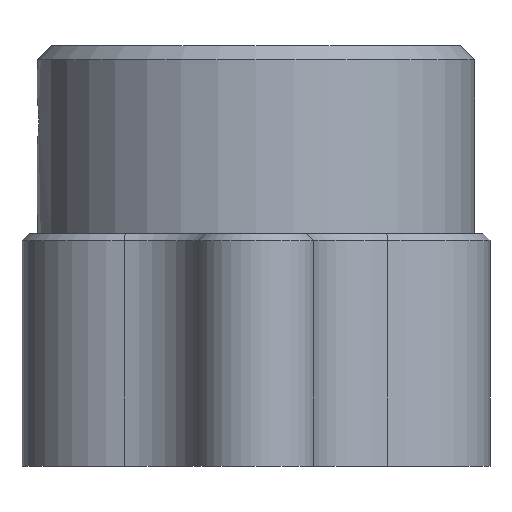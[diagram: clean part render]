
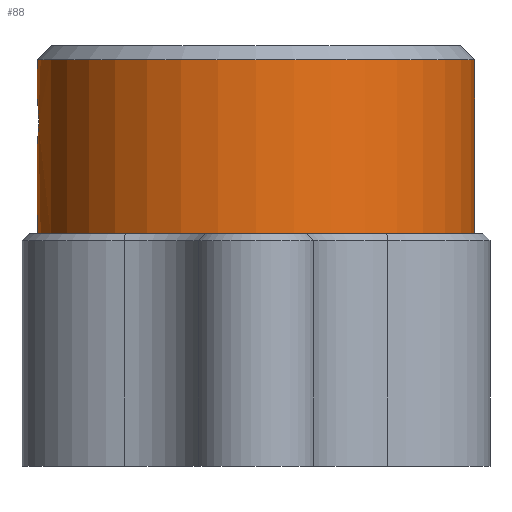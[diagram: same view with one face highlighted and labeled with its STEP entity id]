
A CAD part, front view. The second image highlights one B-rep face of the part: STEP entity #88.
In plain terms, the highlighted cylindrical face has radius 7.8 mm (diameter 15.6 mm), a full revolution.
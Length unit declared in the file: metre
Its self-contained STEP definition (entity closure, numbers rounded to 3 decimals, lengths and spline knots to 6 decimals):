
#88 = ADVANCED_FACE( '', ( #158, #159, #160 ), #161, .T. );
#158 = FACE_OUTER_BOUND( '', #261, .T. );
#159 = FACE_BOUND( '', #262, .T. );
#160 = FACE_OUTER_BOUND( '', #263, .T. );
#161 = CYLINDRICAL_SURFACE( '', #264, 0.0078 );
#261 = EDGE_LOOP( '', ( #434 ) );
#262 = EDGE_LOOP( '', ( #435 ) );
#263 = EDGE_LOOP( '', ( #436 ) );
#264 = AXIS2_PLACEMENT_3D( '', #437, #438, #439 );
#434 = ORIENTED_EDGE( '', *, *, #685, .T. );
#435 = ORIENTED_EDGE( '', *, *, #678, .F. );
#436 = ORIENTED_EDGE( '', *, *, #702, .F. );
#437 = CARTESIAN_POINT( '', ( 0., 0., 0.015 ) );
#438 = DIRECTION( '', ( 0., 0., 1. ) );
#439 = DIRECTION( '', ( -1., 0., 0. ) );
#678 = EDGE_CURVE( '', #804, #804, #805, .T. );
#685 = EDGE_CURVE( '', #818, #818, #819, .T. );
#702 = EDGE_CURVE( '', #848, #848, #849, .T. );
#804 = VERTEX_POINT( '', #1004 );
#805 = B_SPLINE_CURVE_WITH_KNOTS( '', 3, ( #1005, #1006, #1007, #1008, #1009, #1010, #1011, #1012, #1013, #1014, #1015, #1016, #1017, #1018, #1019, #1020, #1021, #1022, #1023, #1024, #1025, #1026, #1027, #1028, #1029, #1030, #1031, #1032 ), .UNSPECIFIED., .T., .F., ( 2, 2, 2, 2, 2, 2, 2, 2, 2, 2, 2, 2, 2, 2, 2, 2 ), ( -0.000613, 0., 0.000306, 0.000613, 0.001225, 0.001532, 0.001838, 0.002144, 0.002451, 0.003064, 0.00337, 0.003676, 0.003983, 0.004289, 0.004902, 0.005208 ), .UNSPECIFIED. );
#818 = VERTEX_POINT( '', #1045 );
#819 = CIRCLE( '', #1046, 0.0078 );
#848 = VERTEX_POINT( '', #1081 );
#849 = CIRCLE( '', #1082, 0.0078 );
#1004 = CARTESIAN_POINT( '', ( -0.0078, 0., 0.013084 ) );
#1005 = CARTESIAN_POINT( '', ( -0.0078, -0.000207, 0.013084 ) );
#1006 = CARTESIAN_POINT( '', ( -0.0078, 0.000104, 0.013084 ) );
#1007 = CARTESIAN_POINT( '', ( -0.007798, 0.000205, 0.013063 ) );
#1008 = CARTESIAN_POINT( '', ( -0.007791, 0.000395, 0.012984 ) );
#1009 = CARTESIAN_POINT( '', ( -0.007785, 0.000482, 0.012926 ) );
#1010 = CARTESIAN_POINT( '', ( -0.00777, 0.000699, 0.012709 ) );
#1011 = CARTESIAN_POINT( '', ( -0.007761, 0.000783, 0.012505 ) );
#1012 = CARTESIAN_POINT( '', ( -0.007761, 0.000784, 0.012198 ) );
#1013 = CARTESIAN_POINT( '', ( -0.007763, 0.000763, 0.012095 ) );
#1014 = CARTESIAN_POINT( '', ( -0.00777, 0.000685, 0.011906 ) );
#1015 = CARTESIAN_POINT( '', ( -0.007775, 0.000627, 0.011819 ) );
#1016 = CARTESIAN_POINT( '', ( -0.007785, 0.000481, 0.011673 ) );
#1017 = CARTESIAN_POINT( '', ( -0.007791, 0.000395, 0.011616 ) );
#1018 = CARTESIAN_POINT( '', ( -0.007798, 0.000205, 0.011537 ) );
#1019 = CARTESIAN_POINT( '', ( -0.0078, 0.000103, 0.011517 ) );
#1020 = CARTESIAN_POINT( '', ( -0.0078, -0.000204, 0.011516 ) );
#1021 = CARTESIAN_POINT( '', ( -0.007791, -0.000409, 0.011601 ) );
#1022 = CARTESIAN_POINT( '', ( -0.007775, -0.000626, 0.011818 ) );
#1023 = CARTESIAN_POINT( '', ( -0.00777, -0.000684, 0.011904 ) );
#1024 = CARTESIAN_POINT( '', ( -0.007763, -0.000763, 0.012094 ) );
#1025 = CARTESIAN_POINT( '', ( -0.007761, -0.000783, 0.012196 ) );
#1026 = CARTESIAN_POINT( '', ( -0.007761, -0.000784, 0.012403 ) );
#1027 = CARTESIAN_POINT( '', ( -0.007763, -0.000763, 0.012505 ) );
#1028 = CARTESIAN_POINT( '', ( -0.00777, -0.000685, 0.012694 ) );
#1029 = CARTESIAN_POINT( '', ( -0.007775, -0.000627, 0.012781 ) );
#1030 = CARTESIAN_POINT( '', ( -0.007791, -0.00041, 0.012998 ) );
#1031 = CARTESIAN_POINT( '', ( -0.0078, -0.000207, 0.013084 ) );
#1032 = CARTESIAN_POINT( '', ( -0.0078, 0.000104, 0.013084 ) );
#1045 = CARTESIAN_POINT( '', ( -0.0078, 0., 0.0145 ) );
#1046 = AXIS2_PLACEMENT_3D( '', #1247, #1248, #1249 );
#1081 = CARTESIAN_POINT( '', ( 0., 0.0078, 0.0083 ) );
#1082 = AXIS2_PLACEMENT_3D( '', #1286, #1287, #1288 );
#1247 = CARTESIAN_POINT( '', ( 0., 0., 0.0145 ) );
#1248 = DIRECTION( '', ( 0., 0., -1. ) );
#1249 = DIRECTION( '', ( -1., 0., 0. ) );
#1286 = CARTESIAN_POINT( '', ( 0., 0., 0.0083 ) );
#1287 = DIRECTION( '', ( 0., 0., -1. ) );
#1288 = DIRECTION( '', ( 0., 1., 0. ) );
